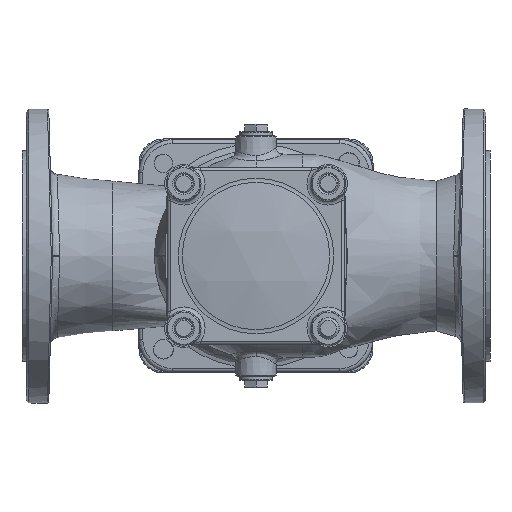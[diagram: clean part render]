
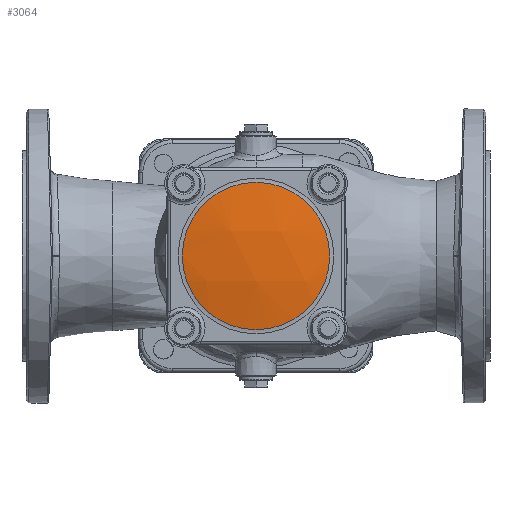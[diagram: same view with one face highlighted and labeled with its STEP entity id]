
A CAD part, front view. The second image highlights one B-rep face of the part: STEP entity #3064.
In plain terms, the highlighted spherical face has radius 270 mm.
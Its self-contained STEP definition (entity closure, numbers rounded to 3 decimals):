
#3048=CARTESIAN_POINT('',(0.,144.5,0.));
#3049=DIRECTION('',(0.0,0.0,1.0));
#3050=DIRECTION('',(1.0,0.0,0.0));
#3051=AXIS2_PLACEMENT_3D('',#3048,#3049,#3050);
#3052=SPHERICAL_SURFACE('',#3051,270.);
#3053=CARTESIAN_POINT('',(-55.11,-119.816,0.));
#3054=VERTEX_POINT('',#3053);
#3055=CARTESIAN_POINT('',(0.,-119.816,0.));
#3056=DIRECTION('',(0.0,1.0,0.0));
#3057=DIRECTION('',(1.0,0.0,0.0));
#3058=AXIS2_PLACEMENT_3D('',#3055,#3056,#3057);
#3059=CIRCLE('',#3058,55.11);
#3060=EDGE_CURVE('',#3054,#3054,#3059,.T.);
#3061=ORIENTED_EDGE('',*,*,#3060,.F.);
#3062=EDGE_LOOP('',(#3061));
#3063=FACE_OUTER_BOUND('',#3062,.T.);
#3064=ADVANCED_FACE('',(#3063),#3052,.T.);
